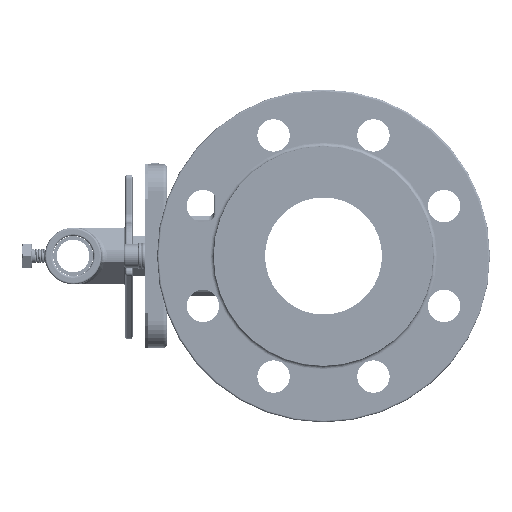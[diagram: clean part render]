
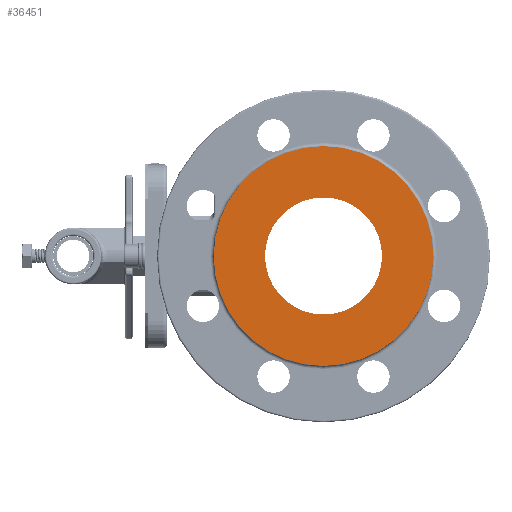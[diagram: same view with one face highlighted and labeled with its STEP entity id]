
A CAD part, left-side view. The second image highlights one B-rep face of the part: STEP entity #36451.
In plain terms, the highlighted face is planar.
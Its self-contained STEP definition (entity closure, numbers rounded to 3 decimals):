
#121 = DIRECTION ( 'NONE',  ( 0., -1., 0. ) ) ;
#3219 = CIRCLE ( 'NONE', #49829, 61. ) ;
#4232 = CARTESIAN_POINT ( 'NONE',  ( -92.5, 71.958, -88.7 ) ) ;
#5863 = AXIS2_PLACEMENT_3D ( 'NONE', #71920, #35987, #121 ) ;
#11335 = EDGE_LOOP ( 'NONE', ( #61804, #26623 ) ) ;
#13950 = CARTESIAN_POINT ( 'NONE',  ( 0., 0., -88.7 ) ) ;
#14385 = CARTESIAN_POINT ( 'NONE',  ( 0., 0., -88.7 ) ) ;
#17359 = CARTESIAN_POINT ( 'NONE',  ( 0., 0., -88.7 ) ) ;
#19994 = DIRECTION ( 'NONE',  ( 0., -1., 0. ) ) ;
#20136 = AXIS2_PLACEMENT_3D ( 'NONE', #14385, #56292, #20415 ) ;
#20415 = DIRECTION ( 'NONE',  ( 0., -1., 0. ) ) ;
#23388 = DIRECTION ( 'NONE',  ( 0., -1., 0. ) ) ;
#26623 = ORIENTED_EDGE ( 'NONE', *, *, #53222, .T. ) ;
#28232 = AXIS2_PLACEMENT_3D ( 'NONE', #13950, #55878, #19994 ) ;
#28872 = PLANE ( 'NONE',  #50625 ) ;
#32506 = CARTESIAN_POINT ( 'NONE',  ( 32.5, 0., -88.7 ) ) ;
#33045 = VERTEX_POINT ( 'NONE', #45482 ) ;
#33215 = EDGE_CURVE ( 'NONE', #33045, #41865, #41287, .T. ) ;
#34867 = DIRECTION ( 'NONE',  ( 0., -1., 0. ) ) ;
#34895 = FACE_OUTER_BOUND ( 'NONE', #11335, .T. ) ;
#35987 = DIRECTION ( 'NONE',  ( 0., 0., -1. ) ) ;
#36451 = ADVANCED_FACE ( 'NONE', ( #34895, #68675 ), #28872, .F. ) ;
#39090 = CIRCLE ( 'NONE', #20136, 32.5 ) ;
#41287 = CIRCLE ( 'NONE', #5863, 32.5 ) ;
#41757 = EDGE_CURVE ( 'NONE', #57659, #62930, #46675, .T. ) ;
#41865 = VERTEX_POINT ( 'NONE', #32506 ) ;
#45482 = CARTESIAN_POINT ( 'NONE',  ( -32.5, 0., -88.7 ) ) ;
#46675 = CIRCLE ( 'NONE', #28232, 61. ) ;
#49829 = AXIS2_PLACEMENT_3D ( 'NONE', #17359, #59265, #23388 ) ;
#50625 = AXIS2_PLACEMENT_3D ( 'NONE', #4232, #70808, #34867 ) ;
#53222 = EDGE_CURVE ( 'NONE', #62930, #57659, #3219, .T. ) ;
#55878 = DIRECTION ( 'NONE',  ( 0., 0., -1. ) ) ;
#56292 = DIRECTION ( 'NONE',  ( 0., 0., -1. ) ) ;
#57237 = CARTESIAN_POINT ( 'NONE',  ( -61., 0., -88.7 ) ) ;
#57659 = VERTEX_POINT ( 'NONE', #60121 ) ;
#59265 = DIRECTION ( 'NONE',  ( 0., 0., -1. ) ) ;
#59312 = ORIENTED_EDGE ( 'NONE', *, *, #33215, .F. ) ;
#60121 = CARTESIAN_POINT ( 'NONE',  ( 61., 0., -88.7 ) ) ;
#61724 = EDGE_LOOP ( 'NONE', ( #65960, #59312 ) ) ;
#61804 = ORIENTED_EDGE ( 'NONE', *, *, #41757, .T. ) ;
#62930 = VERTEX_POINT ( 'NONE', #57237 ) ;
#65960 = ORIENTED_EDGE ( 'NONE', *, *, #71317, .F. ) ;
#68675 = FACE_BOUND ( 'NONE', #61724, .T. ) ;
#70808 = DIRECTION ( 'NONE',  ( 0., 0., 1. ) ) ;
#71317 = EDGE_CURVE ( 'NONE', #41865, #33045, #39090, .T. ) ;
#71920 = CARTESIAN_POINT ( 'NONE',  ( 0., 0., -88.7 ) ) ;
